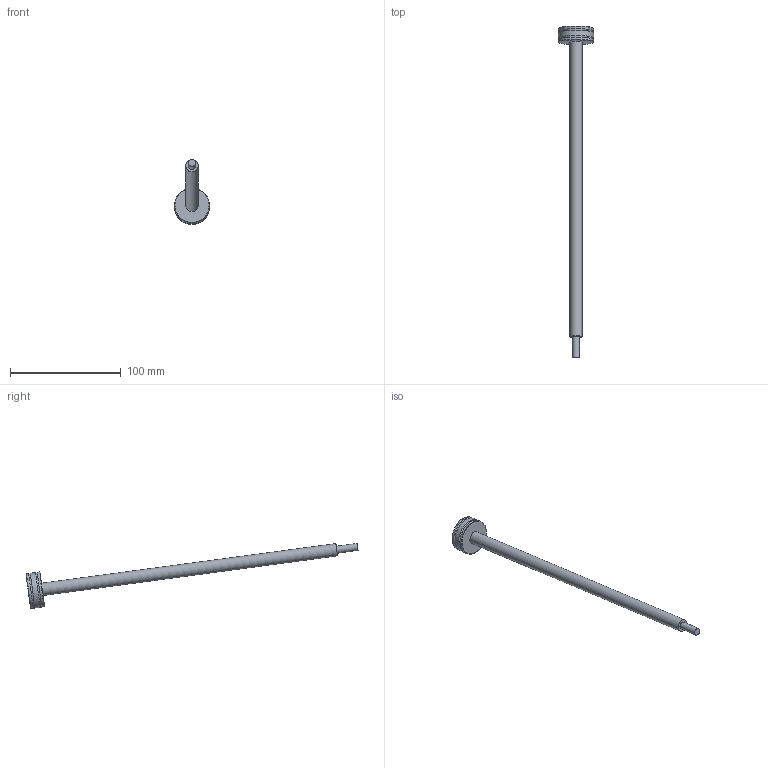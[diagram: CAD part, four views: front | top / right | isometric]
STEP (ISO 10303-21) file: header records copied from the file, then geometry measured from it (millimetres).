
FILE_DESCRIPTION(/* description */ ('STEP AP214'),/* implementation_level */ '2;1');
FILE_NAME(/* name */ '62525bf1ecdeb77adb8bb07b',/* time_stamp */ '2022-04-10T04:24:18+00:00',/* author */ (''),/* organization */ (''),/* preprocessor_version */ 'ST-DEVELOPER v18.101',/* originating_system */ ' ',/* authorisation */ ' ');
FILE_SCHEMA (('AUTOMOTIVE_DESIGN {1 0 10303 214 3 1 1}'));
Length unit declared in the file: metre
Products named in the file (1): Part 52
Bounding box: 31.75 x 300.27 x 58.85 mm (x, y, z)
Volume: 36511.3 mm3; surface area: 12729.5 mm2
Topology: 1 solids, 1 shells, 13 faces, 26 edges, 17 vertices
Faces by surface type: cylinder 5, plane 4, torus 2, cone 2
Full cylindrical faces by diameter (mm): 6.35 x1, 11.113 x1, 31.75 x3
Entity records: 284 total; most frequent: DIRECTION 52, CARTESIAN_POINT 38, AXIS2_PLACEMENT_3D 26, ORIENTED_EDGE 24, EDGE_LOOP 24, FACE_BOUND 24, ADVANCED_FACE 13, EDGE_CURVE 12
